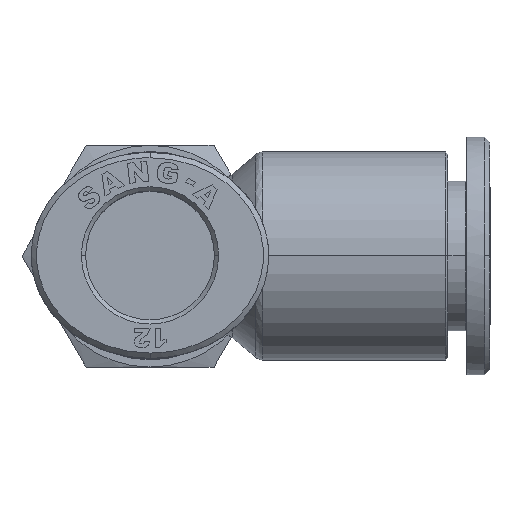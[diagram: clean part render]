
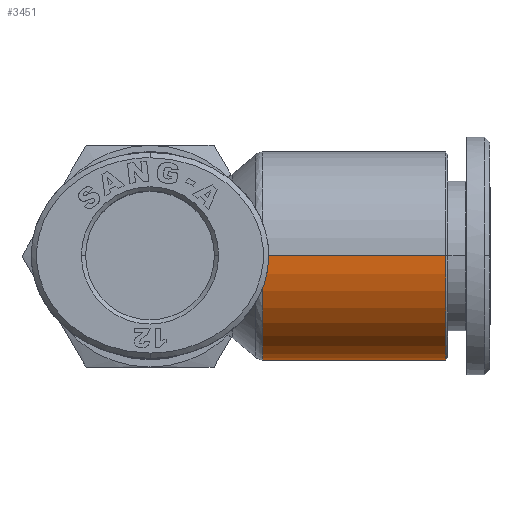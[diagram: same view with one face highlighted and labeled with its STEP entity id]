
A CAD part, top view. The second image highlights one B-rep face of the part: STEP entity #3451.
In plain terms, the highlighted cylindrical face has radius 9.85 mm (diameter 19.7 mm), a partial arc.
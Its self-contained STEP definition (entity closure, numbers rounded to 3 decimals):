
#974 = CIRCLE ( 'NONE', #12266, 9.85 ) ;
#996 = FACE_OUTER_BOUND ( 'NONE', #11553, .T. ) ;
#1414 = CARTESIAN_POINT ( 'NONE',  ( 15.072, 0., 9.85 ) ) ;
#2208 = EDGE_CURVE ( 'NONE', #21773, #2983, #13131, .T. ) ;
#2927 = DIRECTION ( 'NONE',  ( 1., 0., 0. ) ) ;
#2983 = VERTEX_POINT ( 'NONE', #1414 ) ;
#3451 = ADVANCED_FACE ( 'NONE', ( #996 ), #18311, .T. ) ;
#4246 = EDGE_CURVE ( 'NONE', #21998, #11727, #974, .T. ) ;
#5103 = DIRECTION ( 'NONE',  ( -1., 0., 0. ) ) ;
#5114 = LINE ( 'NONE', #15004, #9380 ) ;
#5674 = EDGE_CURVE ( 'NONE', #11727, #2983, #5114, .T. ) ;
#6216 = DIRECTION ( 'NONE',  ( 1., 0., 0. ) ) ;
#6481 = ORIENTED_EDGE ( 'NONE', *, *, #5674, .F. ) ;
#7933 = DIRECTION ( 'NONE',  ( -1., 0., 0. ) ) ;
#8825 = DIRECTION ( 'NONE',  ( 1., 0., 0. ) ) ;
#8851 = LINE ( 'NONE', #23088, #24509 ) ;
#9380 = VECTOR ( 'NONE', #8825, 1000. ) ;
#10141 = CARTESIAN_POINT ( 'NONE',  ( -2.264, 0., -9.85 ) ) ;
#11553 = EDGE_LOOP ( 'NONE', ( #6481, #24460, #12751, #15374 ) ) ;
#11591 = DIRECTION ( 'NONE',  ( 0., 0., -1. ) ) ;
#11727 = VERTEX_POINT ( 'NONE', #24068 ) ;
#12266 = AXIS2_PLACEMENT_3D ( 'NONE', #24359, #7933, #24542 ) ;
#12751 = ORIENTED_EDGE ( 'NONE', *, *, #12863, .T. ) ;
#12863 = EDGE_CURVE ( 'NONE', #21998, #21773, #8851, .T. ) ;
#13131 = CIRCLE ( 'NONE', #16053, 9.85 ) ;
#15004 = CARTESIAN_POINT ( 'NONE',  ( 5.372, 0., 9.85 ) ) ;
#15374 = ORIENTED_EDGE ( 'NONE', *, *, #2208, .T. ) ;
#16053 = AXIS2_PLACEMENT_3D ( 'NONE', #17696, #5103, #21824 ) ;
#17696 = CARTESIAN_POINT ( 'NONE',  ( 15.072, 0., 0. ) ) ;
#18311 = CYLINDRICAL_SURFACE ( 'NONE', #22584, 9.85 ) ;
#21750 = CARTESIAN_POINT ( 'NONE',  ( 15.072, 0., -9.85 ) ) ;
#21773 = VERTEX_POINT ( 'NONE', #21750 ) ;
#21824 = DIRECTION ( 'NONE',  ( 0., 0., -1. ) ) ;
#21998 = VERTEX_POINT ( 'NONE', #10141 ) ;
#22584 = AXIS2_PLACEMENT_3D ( 'NONE', #24104, #2927, #11591 ) ;
#23088 = CARTESIAN_POINT ( 'NONE',  ( 5.372, 0., -9.85 ) ) ;
#24068 = CARTESIAN_POINT ( 'NONE',  ( -2.264, 0., 9.85 ) ) ;
#24104 = CARTESIAN_POINT ( 'NONE',  ( 5.372, 0., 0. ) ) ;
#24359 = CARTESIAN_POINT ( 'NONE',  ( -2.264, 0., 0. ) ) ;
#24460 = ORIENTED_EDGE ( 'NONE', *, *, #4246, .F. ) ;
#24509 = VECTOR ( 'NONE', #6216, 1000. ) ;
#24542 = DIRECTION ( 'NONE',  ( 0., 0., -1. ) ) ;
